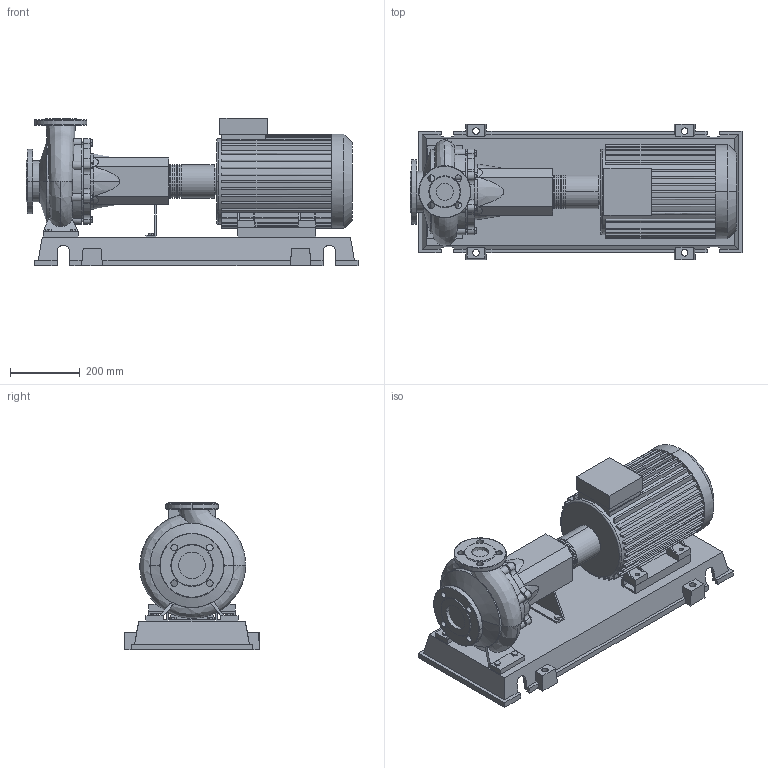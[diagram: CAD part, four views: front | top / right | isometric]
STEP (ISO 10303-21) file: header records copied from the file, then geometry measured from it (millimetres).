
FILE_DESCRIPTION((''),'2;1');
FILE_NAME('3d_NL40_200-7.5-2-05-4108986.stp','2015-03-03T07:41:48',(''),(''),'Mechanical Desktop 2009','Mechanical Desktop 2009',', , ');
FILE_SCHEMA(('CONFIG_CONTROL_DESIGN'));
Length unit declared in the file: millimetre
Products named in the file (1): Product
Bounding box: 955 x 390 x 425 mm (x, y, z)
Volume: 40364951.9 mm3; surface area: 2599390.8 mm2
Topology: 13 solids, 13 shells, 811 faces, 2159 edges, 1416 vertices
Faces by surface type: plane 416, bspline 205, cylinder 176, cone 8, torus 6
Entity records: 29556 total; most frequent: CARTESIAN_POINT 9503, ORIENTED_EDGE 4320, DIRECTION 3889, EDGE_CURVE 2160, VERTEX_POINT 1415, VECTOR 1409, LINE 1409, AXIS2_PLACEMENT_3D 1240
